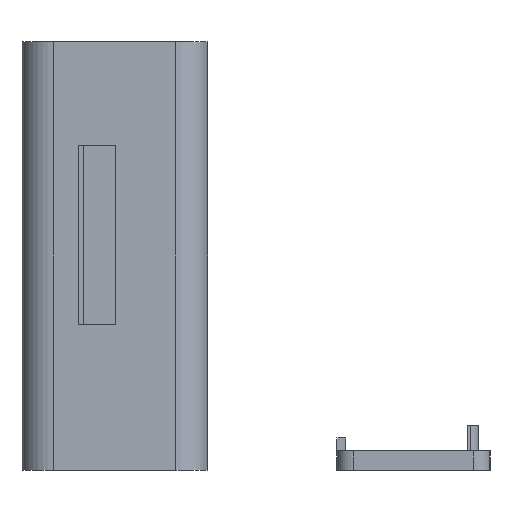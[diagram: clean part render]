
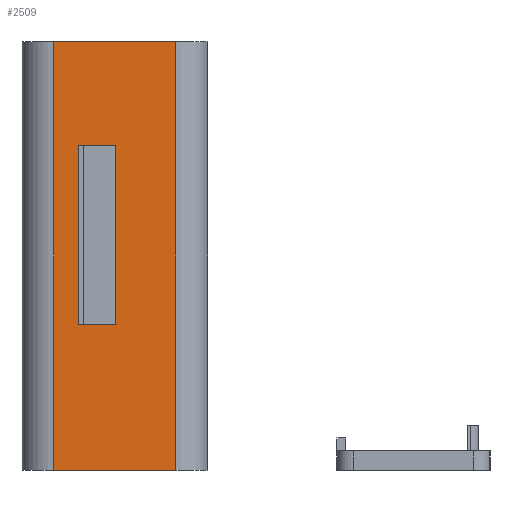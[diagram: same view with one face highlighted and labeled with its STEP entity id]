
A CAD part, left-side view. The second image highlights one B-rep face of the part: STEP entity #2509.
In plain terms, the highlighted planar face has unit normal (-1, 0, 0).
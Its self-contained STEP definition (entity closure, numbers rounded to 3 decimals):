
#41=FACE_BOUND('',#359,.T.);
#220=FACE_OUTER_BOUND('',#358,.T.);
#358=EDGE_LOOP('',(#1795,#1796,#1797,#1798));
#359=EDGE_LOOP('',(#1799,#1800,#1801,#1802));
#500=LINE('',#3924,#769);
#508=LINE('',#3941,#777);
#530=LINE('',#4029,#799);
#531=LINE('',#4030,#800);
#532=LINE('',#4033,#801);
#533=LINE('',#4035,#802);
#534=LINE('',#4037,#803);
#535=LINE('',#4038,#804);
#769=VECTOR('',#2983,10.);
#777=VECTOR('',#2995,1000.);
#799=VECTOR('',#3065,10.);
#800=VECTOR('',#3066,1000.);
#801=VECTOR('',#3067,1000.);
#802=VECTOR('',#3068,1000.);
#803=VECTOR('',#3069,1000.);
#804=VECTOR('',#3070,1000.);
#1046=VERTEX_POINT('',#3917);
#1049=VERTEX_POINT('',#3922);
#1056=VERTEX_POINT('',#3940);
#1098=VERTEX_POINT('',#4028);
#1099=VERTEX_POINT('',#4031);
#1100=VERTEX_POINT('',#4032);
#1101=VERTEX_POINT('',#4034);
#1102=VERTEX_POINT('',#4036);
#1316=EDGE_CURVE('',#1049,#1046,#500,.T.);
#1324=EDGE_CURVE('',#1056,#1046,#508,.T.);
#1368=EDGE_CURVE('',#1049,#1098,#530,.T.);
#1369=EDGE_CURVE('',#1098,#1056,#531,.T.);
#1370=EDGE_CURVE('',#1099,#1100,#532,.T.);
#1371=EDGE_CURVE('',#1100,#1101,#533,.T.);
#1372=EDGE_CURVE('',#1101,#1102,#534,.T.);
#1373=EDGE_CURVE('',#1102,#1099,#535,.T.);
#1795=ORIENTED_EDGE('',*,*,#1316,.F.);
#1796=ORIENTED_EDGE('',*,*,#1368,.T.);
#1797=ORIENTED_EDGE('',*,*,#1369,.T.);
#1798=ORIENTED_EDGE('',*,*,#1324,.T.);
#1799=ORIENTED_EDGE('',*,*,#1370,.T.);
#1800=ORIENTED_EDGE('',*,*,#1371,.T.);
#1801=ORIENTED_EDGE('',*,*,#1372,.T.);
#1802=ORIENTED_EDGE('',*,*,#1373,.T.);
#2418=PLANE('',#2709);
#2509=ADVANCED_FACE('',(#220,#41),#2418,.T.);
#2709=AXIS2_PLACEMENT_3D('',#4027,#3063,#3064);
#2983=DIRECTION('',(0.,0.,-1.));
#2995=DIRECTION('',(0.,-1.,0.));
#3063=DIRECTION('center_axis',(-1.,0.,0.));
#3064=DIRECTION('ref_axis',(0.,0.,-1.));
#3065=DIRECTION('',(0.,1.,0.));
#3066=DIRECTION('',(0.,0.,-1.));
#3067=DIRECTION('',(0.,1.,0.));
#3068=DIRECTION('',(0.,0.,1.));
#3069=DIRECTION('',(0.,-1.,0.));
#3070=DIRECTION('',(0.,0.,-1.));
#3917=CARTESIAN_POINT('',(-36.245,-7.99,-1.605));
#3922=CARTESIAN_POINT('',(-36.245,-7.99,32.732));
#3924=CARTESIAN_POINT('',(-36.245,-7.99,6.28));
#3940=CARTESIAN_POINT('',(-36.245,1.782,-1.605));
#3941=CARTESIAN_POINT('',(-36.245,-1.203,-1.605));
#4027=CARTESIAN_POINT('Origin',(-36.245,-1.203,14.561));
#4028=CARTESIAN_POINT('',(-36.245,1.782,32.732));
#4029=CARTESIAN_POINT('',(-36.245,-6.2,32.732));
#4030=CARTESIAN_POINT('',(-36.245,1.782,14.561));
#4031=CARTESIAN_POINT('',(-36.245,-3.203,10.061));
#4032=CARTESIAN_POINT('',(-36.245,-0.203,10.061));
#4033=CARTESIAN_POINT('',(-36.245,-2.203,10.061));
#4034=CARTESIAN_POINT('',(-36.245,-0.203,24.442));
#4035=CARTESIAN_POINT('',(-36.245,-0.203,12.311));
#4036=CARTESIAN_POINT('',(-36.245,-3.203,24.442));
#4037=CARTESIAN_POINT('',(-36.245,-0.703,24.442));
#4038=CARTESIAN_POINT('',(-36.245,-3.203,19.311));
